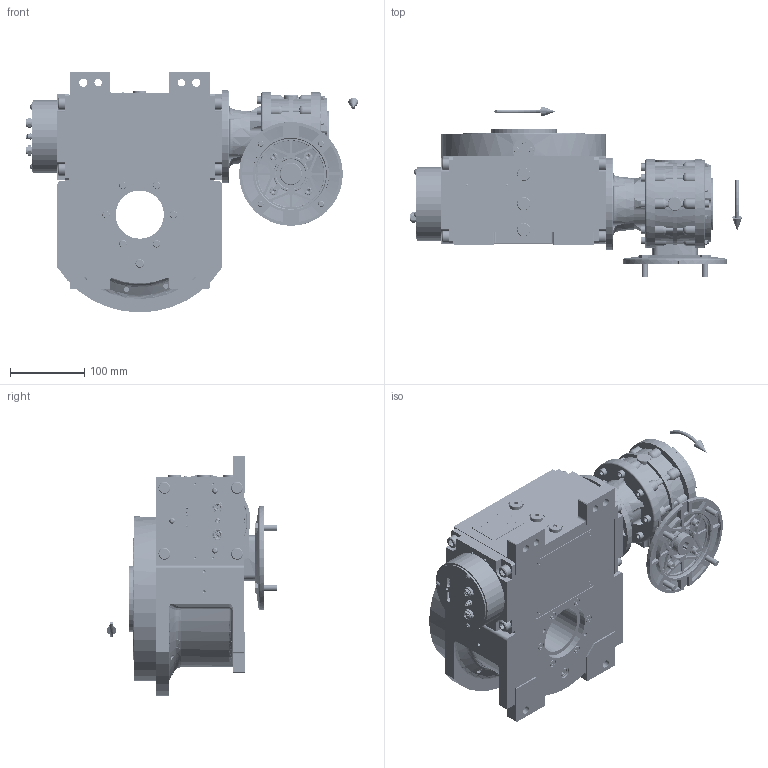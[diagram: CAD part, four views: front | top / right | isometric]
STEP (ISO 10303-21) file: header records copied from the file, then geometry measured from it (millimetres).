
FILE_DESCRIPTION (( 'STEP AP203' ), '1' );
FILE_NAME ('PC5201736.step', '2025-12-06T07:23:22', ( '' ), ( '' ), 'SwSTEP 2.0', 'SolidWorks 2020', '' );
FILE_SCHEMA (( 'CONFIG_CONTROL_DESIGN' ));
Length unit declared in the file: millimetre
Products named in the file (84): PC5201736; CFN2000_01_185.stp; rig06_071_08_m_n_02_asm.stp; cfn2002_01_008; rig06_002_bl_010; cfn2003_01_054; cfn2107_01_001; cfn2115_02_165; rig06_005_n_01; CFN2104_02_017.stp; cfn2104_01_016; cfn2000_01_103; freccia_angolare; cfn2205_01_013; cfn2000_01_124; cfn2151_01_109; rig06_016; rig06_017_s_007; cfn2276_01_074; cfn2128_04_004; cfn2155_01_303; RIG06_005_ASM.stp; cfn2115_02_161; cfn2077_01_018; AS_rig06_004_s_001; cfn2151_01_290; olio_agip_blasia_150; AS_cfn2476_01_002_60x46; CFN2008_01_002.stp; CFN2356_03_047.stp; cfn2151_01_170; freccia_angolare_albero; AS_rig06_002_bl_010; AS_rig06_071_8_m_n_02; CFN2000_01_183.stp; CFN2223_01-570X6-B.stp; rig06_004; AS_rig06_016; RMI50_F1_DX_63B5; AS_rig06_004 ...
Assembly tree (82 placements, depth 5):
  PC5201736
    rig06_001_a_s_028
    AS_cfn2476_01_002_60x46
      cfn2476_01_002_60x46
      cfn2107_01_001
      cfn2107_01_001
    AS_rig06_071_8_m_n_02
      rig06_071_08_m_n_02_asm.stp
        RIG06_005_ASM.stp
          RIG06_021_AF0.stp
          CFN2000_01_185.stp
          CFN2000_01_185.stp
          CFN2104_02_017.stp
        CFN2010_02_002.stp
      rig06_003_8_002
      rig06_005_n_01
      cfn2155_01_303
      cfn2104_01_016  x2
      cfn2000_01_124  x6
      cfn2000_01_124
      cfn2000_01_124
      cfn2000_01_124
      cfn2000_01_124
    AS_rig06_17_s_007
      rig06_017_s_007
      cfn2155_01_200
      cfn2002_01_008
      cfn2002_01_008
      cfn2002_01_008
      cfn2002_01_008
      cfn2002_01_008
      cfn2002_01_008
      cfn2151_01_170
    AS_rig06_004_s_001
      rig06_004_s_001
      cfn2070_05_005
      cfn2000_01_103
      cfn2000_01_103
      cfn2000_01_103
      cfn2000_01_103
      cfn2155_01_056
    AS_rig06_004
      rig06_004
      cfn2070_05_005
      cfn2000_01_103
      cfn2000_01_103
      cfn2000_01_103
      cfn2000_01_103
      cfn2155_01_056
    AS_rig06_002_bl_010
      rig06_002_bl_010
      cfn2115_02_161
    cfn2128_04_004
    cfn2128_04_004
    cfn2128_04_004
    cfn2128_19_002
    AS_rig06_016
      rig06_016
      cfn2003_01_054
      cfn2003_01_054
Bounding box: 448 x 230.5 x 325 mm (x, y, z)
Volume: 3387377.8 mm3; surface area: 1049789.2 mm2
Topology: 73 solids, 73 shells, 4515 faces, 11345 edges, 7194 vertices
Faces by surface type: plane 1916, cylinder 1550, cone 796, torus 185, bspline 48, sphere 20
Entity records: 155872 total; most frequent: CARTESIAN_POINT 43685, DIRECTION 21588, ORIENTED_EDGE 21442, EDGE_CURVE 10721, AXIS2_PLACEMENT_3D 8059, VERTEX_POINT 6897, LINE 5470, VECTOR 5470
